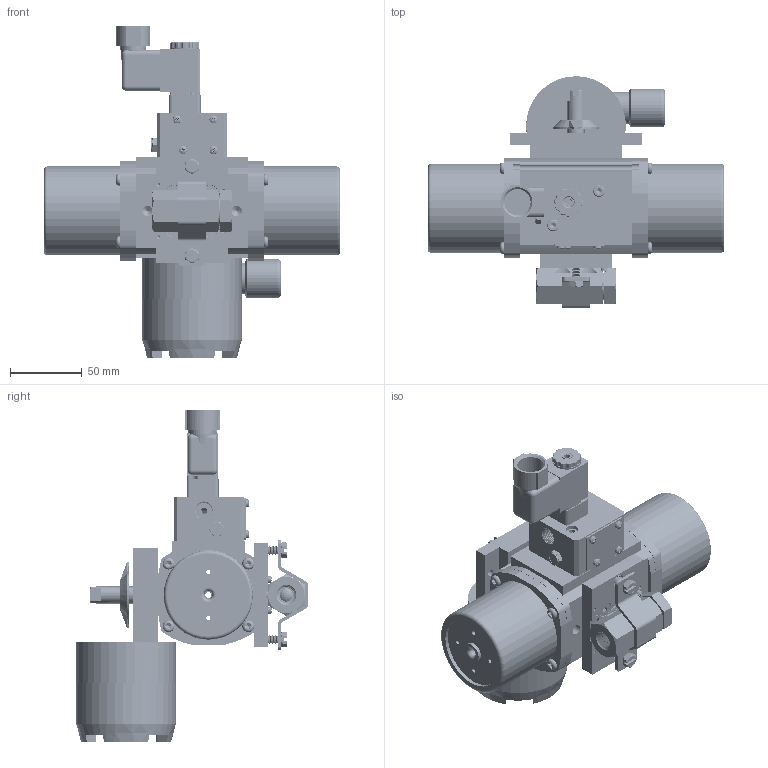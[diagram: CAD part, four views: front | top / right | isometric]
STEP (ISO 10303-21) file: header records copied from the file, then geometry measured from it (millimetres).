
FILE_DESCRIPTION (( 'STEP AP203' ), '1' );
FILE_NAME ('84MXXA512SR3GPDCLS.step', '2018-05-01T11:15:05', ( '' ), ( '' ), 'SwSTEP 2.0', 'SolidWorks 2017', '' );
FILE_SCHEMA (( 'CONFIG_CONTROL_DESIGN' ));
Length unit declared in the file: inch
Products named in the file (1): 84MXXA512SR3GPDCLS
Bounding box: 206.38 x 161.26 x 231.14 mm (x, y, z)
Volume: 763303.5 mm3; surface area: 320874.1 mm2
Topology: 67 solids, 67 shells, 5602 faces, 14652 edges, 9189 vertices
Faces by surface type: cylinder 2743, cone 1563, plane 928, torus 187, bspline 163, sphere 18
Entity records: 228171 total; most frequent: CARTESIAN_POINT 95547, ORIENTED_EDGE 28964, DIRECTION 27794, EDGE_CURVE 14482, AXIS2_PLACEMENT_3D 11134, VERTEX_POINT 9185, EDGE_LOOP 6017, CIRCLE 5694
